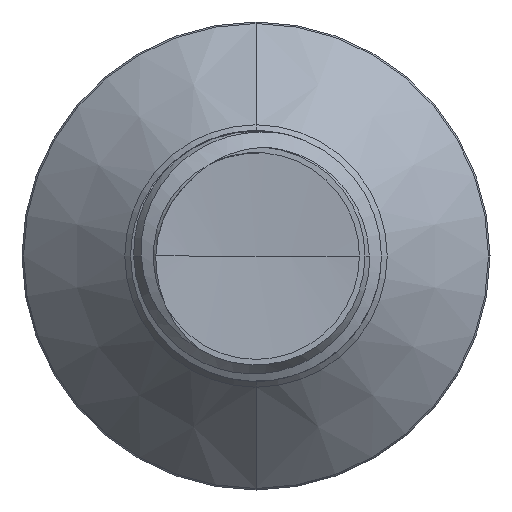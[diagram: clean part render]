
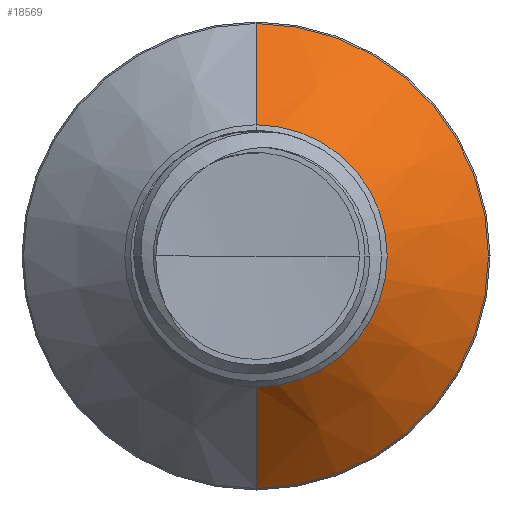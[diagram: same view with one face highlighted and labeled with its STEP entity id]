
A CAD part, front view. The second image highlights one B-rep face of the part: STEP entity #18569.
In plain terms, the highlighted conical face has half-angle 45 degrees and reference radius 1.571 mm.
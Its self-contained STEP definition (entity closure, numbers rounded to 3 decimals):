
#143 = EDGE_CURVE ( 'NONE', #9132, #16525, #3193, .T. ) ;
#400 = CARTESIAN_POINT ( 'NONE',  ( 0., 4.409, 1.571 ) ) ;
#2661 = VERTEX_POINT ( 'NONE', #400 ) ;
#2677 = AXIS2_PLACEMENT_3D ( 'NONE', #12722, #4204, #15403 ) ;
#3193 = CIRCLE ( 'NONE', #6111, 2.782 ) ;
#3397 = ORIENTED_EDGE ( 'NONE', *, *, #12955, .T. ) ;
#3501 = ORIENTED_EDGE ( 'NONE', *, *, #14445, .T. ) ;
#3708 = ORIENTED_EDGE ( 'NONE', *, *, #143, .F. ) ;
#3841 = ORIENTED_EDGE ( 'NONE', *, *, #3907, .F. ) ;
#3907 = EDGE_CURVE ( 'NONE', #2661, #9132, #8547, .T. ) ;
#4204 = DIRECTION ( 'NONE',  ( 0., 1., 0. ) ) ;
#4631 = EDGE_LOOP ( 'NONE', ( #3397, #3501, #3708, #3841 ) ) ;
#4968 = DIRECTION ( 'NONE',  ( 0., 1., 0. ) ) ;
#4971 = CARTESIAN_POINT ( 'NONE',  ( 0., 5.62, 2.782 ) ) ;
#6111 = AXIS2_PLACEMENT_3D ( 'NONE', #7841, #7823, #7799 ) ;
#6778 = CONICAL_SURFACE ( 'NONE', #2677, 1.571, 0.785 ) ;
#7799 = DIRECTION ( 'NONE',  ( 0., 0., 1. ) ) ;
#7823 = DIRECTION ( 'NONE',  ( 0., 1., 0. ) ) ;
#7841 = CARTESIAN_POINT ( 'NONE',  ( 0., 5.62, 0. ) ) ;
#8547 = LINE ( 'NONE', #16044, #15802 ) ;
#8613 = LINE ( 'NONE', #8773, #12677 ) ;
#8773 = CARTESIAN_POINT ( 'NONE',  ( 0., 4.409, -1.571 ) ) ;
#9070 = AXIS2_PLACEMENT_3D ( 'NONE', #13398, #4968, #14775 ) ;
#9132 = VERTEX_POINT ( 'NONE', #4971 ) ;
#9254 = DIRECTION ( 'NONE',  ( 0., 0.707, 0.707 ) ) ;
#12142 = CARTESIAN_POINT ( 'NONE',  ( 0., 5.62, -2.782 ) ) ;
#12677 = VECTOR ( 'NONE', #18430, 1000. ) ;
#12722 = CARTESIAN_POINT ( 'NONE',  ( 0., 4.409, 0. ) ) ;
#12955 = EDGE_CURVE ( 'NONE', #2661, #16845, #14613, .T. ) ;
#13398 = CARTESIAN_POINT ( 'NONE',  ( 0., 4.409, 0. ) ) ;
#14445 = EDGE_CURVE ( 'NONE', #16845, #16525, #8613, .T. ) ;
#14613 = CIRCLE ( 'NONE', #9070, 1.571 ) ;
#14775 = DIRECTION ( 'NONE',  ( 0., 0., 1. ) ) ;
#15403 = DIRECTION ( 'NONE',  ( 0., 0., 1. ) ) ;
#15802 = VECTOR ( 'NONE', #9254, 1000. ) ;
#16044 = CARTESIAN_POINT ( 'NONE',  ( 0., 4.409, 1.571 ) ) ;
#16525 = VERTEX_POINT ( 'NONE', #12142 ) ;
#16611 = CARTESIAN_POINT ( 'NONE',  ( 0., 4.409, -1.571 ) ) ;
#16845 = VERTEX_POINT ( 'NONE', #16611 ) ;
#18290 = FACE_OUTER_BOUND ( 'NONE', #4631, .T. ) ;
#18430 = DIRECTION ( 'NONE',  ( 0., 0.707, -0.707 ) ) ;
#18569 = ADVANCED_FACE ( 'NONE', ( #18290 ), #6778, .T. ) ;
